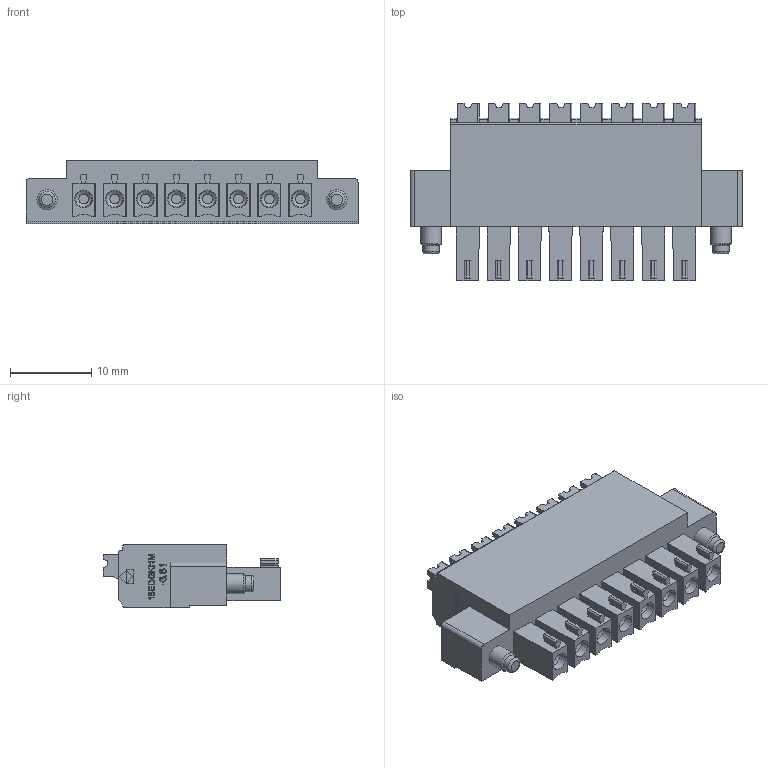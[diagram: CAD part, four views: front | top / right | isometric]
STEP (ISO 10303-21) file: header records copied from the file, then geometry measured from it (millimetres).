
FILE_DESCRIPTION(/* description */ (''),/* implementation_level */ '2;1');
FILE_NAME(/* name */ '15EDGKNM-3.81-08P-1Y-1000A(H)-C.stp',/* time_stamp */ '2022-06-22T15:50:23+08:00',/* author */ (''),/* organization */ (''),/* preprocessor_version */ 'ST-DEVELOPER v15',/* originating_system */ 'SIEMENS PLM Software NX 8.5',/* authorisation */ '');
FILE_SCHEMA (('AUTOMOTIVE_DESIGN { 1 0 10303 214 3 1 1 1 }'));
Length unit declared in the file: millimetre
Products named in the file (1): Admi22205C0Av7jh
Bounding box: 40.87 x 21.8 x 7.8 mm (x, y, z)
Volume: 4042.2 mm3; surface area: 3123.9 mm2
Topology: 1 solids, 1 shells, 1033 faces, 2913 edges, 1930 vertices
Faces by surface type: plane 881, cylinder 108, cone 28, torus 8, bspline 8
Full cylindrical faces by diameter (mm): 1.3 x8, 2 x2, 2.5 x2, 3.85 x2
Entity records: 32729 total; most frequent: CARTESIAN_POINT 6275, ORIENTED_EDGE 5706, DIRECTION 5091, EDGE_CURVE 2853, LINE 2443, VECTOR 2443, VERTEX_POINT 1908, AXIS2_PLACEMENT_3D 1324
